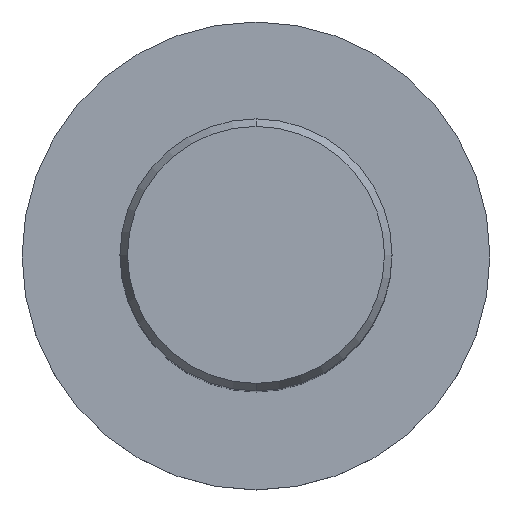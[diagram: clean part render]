
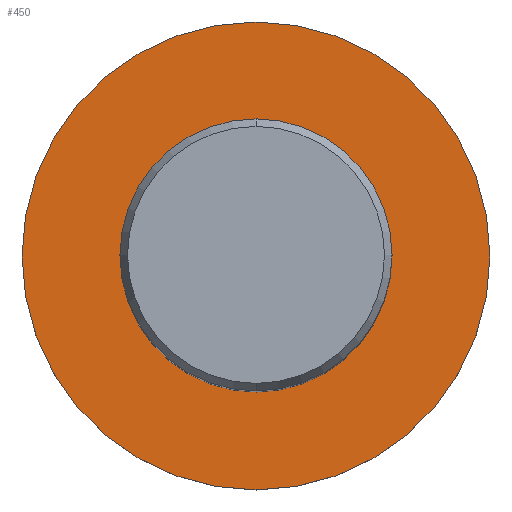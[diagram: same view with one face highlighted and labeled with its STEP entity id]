
A CAD part, top view. The second image highlights one B-rep face of the part: STEP entity #450.
In plain terms, the highlighted planar face has unit normal (0, 0, 1).
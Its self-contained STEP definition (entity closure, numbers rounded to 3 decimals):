
#268=VERTEX_POINT('',#608);
#276=EDGE_CURVE('',#430,#268,#617,.T.);
#288=VERTEX_POINT('',#632);
#310=EDGE_CURVE('',#288,#352,#657,.T.);
#352=VERTEX_POINT('',#703);
#364=EDGE_CURVE('',#352,#288,#715,.T.);
#374=EDGE_CURVE('',#268,#430,#725,.T.);
#430=VERTEX_POINT('',#788);
#450=ADVANCED_FACE('',(#808,#809),#810,.T.);
#608=CARTESIAN_POINT('',(0.,-21.5,-56.0));
#617=CIRCLE('',#1186,21.5);
#632=CARTESIAN_POINT('',(0.,-12.5,-56.0));
#657=CIRCLE('',#1242,12.5);
#703=CARTESIAN_POINT('',(0.0,12.5,-56.0));
#715=CIRCLE('',#1334,12.5);
#725=CIRCLE('',#1361,21.5);
#788=CARTESIAN_POINT('',(0.0,21.5,-56.0));
#808=FACE_BOUND('',#1470,.T.);
#809=FACE_OUTER_BOUND('',#1471,.T.);
#810=PLANE('',#1472);
#1186=AXIS2_PLACEMENT_3D('',#1672,#1673,#1674);
#1242=AXIS2_PLACEMENT_3D('',#1733,#1734,#1735);
#1334=AXIS2_PLACEMENT_3D('',#1797,#1798,#1799);
#1361=AXIS2_PLACEMENT_3D('',#1806,#1807,#1808);
#1470=EDGE_LOOP('',(#1919,#1920));
#1471=EDGE_LOOP('',(#1921,#1922));
#1472=AXIS2_PLACEMENT_3D('',#1923,#1924,#1925);
#1672=CARTESIAN_POINT('',(0.0,0.0,-56.0));
#1673=DIRECTION('',(0.0,0.0,-1.0));
#1674=DIRECTION('',(0.0,1.0,0.0));
#1733=CARTESIAN_POINT('',(0.0,0.0,-56.0));
#1734=DIRECTION('',(-0.0,0.0,-1.0));
#1735=DIRECTION('',(0.0,1.0,0.0));
#1797=CARTESIAN_POINT('',(0.0,0.0,-56.0));
#1798=DIRECTION('',(-0.0,0.0,-1.0));
#1799=DIRECTION('',(0.0,1.0,0.0));
#1806=CARTESIAN_POINT('',(0.0,0.0,-56.0));
#1807=DIRECTION('',(0.0,0.0,-1.0));
#1808=DIRECTION('',(0.0,1.0,0.0));
#1919=ORIENTED_EDGE('',*,*,#364,.T.);
#1920=ORIENTED_EDGE('',*,*,#310,.T.);
#1921=ORIENTED_EDGE('',*,*,#276,.F.);
#1922=ORIENTED_EDGE('',*,*,#374,.F.);
#1923=CARTESIAN_POINT('',(0.0,10.75,-56.0));
#1924=DIRECTION('',(-0.0,0.0,1.0));
#1925=DIRECTION('',(0.0,-1.0,0.0));
